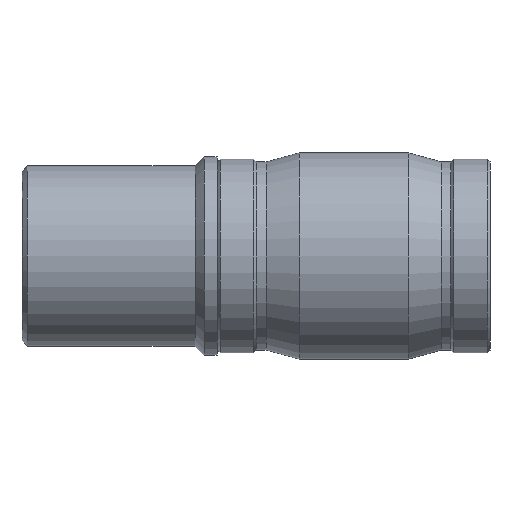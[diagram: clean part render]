
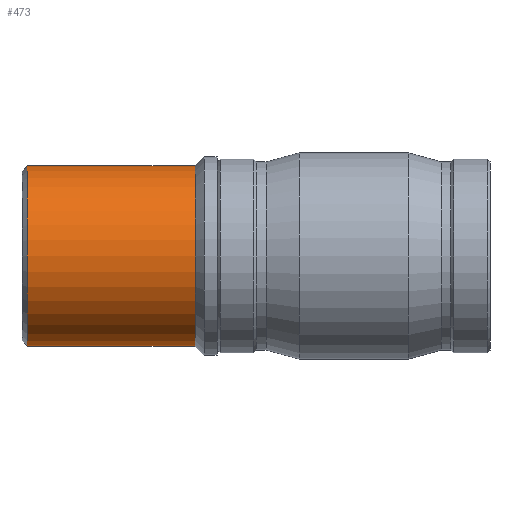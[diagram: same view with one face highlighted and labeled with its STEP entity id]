
A CAD part, front view. The second image highlights one B-rep face of the part: STEP entity #473.
In plain terms, the highlighted cylindrical face has radius 49 mm (diameter 98 mm), a full revolution.
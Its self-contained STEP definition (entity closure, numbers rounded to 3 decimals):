
#35=CYLINDRICAL_SURFACE('',#528,49.);
#55=FACE_BOUND('',#148,.T.);
#98=FACE_OUTER_BOUND('',#147,.T.);
#147=EDGE_LOOP('',(#368));
#148=EDGE_LOOP('',(#369));
#227=CIRCLE('',#519,49.);
#231=CIRCLE('',#525,49.);
#268=VERTEX_POINT('',#780);
#272=VERTEX_POINT('',#790);
#313=EDGE_CURVE('',#268,#268,#227,.T.);
#317=EDGE_CURVE('',#272,#272,#231,.T.);
#368=ORIENTED_EDGE('',*,*,#313,.F.);
#369=ORIENTED_EDGE('',*,*,#317,.F.);
#473=ADVANCED_FACE('',(#98,#55),#35,.T.);
#519=AXIS2_PLACEMENT_3D('',#781,#608,#609);
#525=AXIS2_PLACEMENT_3D('',#791,#620,#621);
#528=AXIS2_PLACEMENT_3D('',#795,#626,#627);
#608=DIRECTION('center_axis',(1.,0.,0.));
#609=DIRECTION('ref_axis',(0.,0.,-1.));
#620=DIRECTION('center_axis',(-1.,0.,0.));
#621=DIRECTION('ref_axis',(0.,-1.,0.));
#626=DIRECTION('center_axis',(1.,0.,0.));
#627=DIRECTION('ref_axis',(0.,1.,0.));
#780=CARTESIAN_POINT('',(-86.,49.,0.));
#781=CARTESIAN_POINT('Origin',(-86.,0.,0.));
#790=CARTESIAN_POINT('',(-177.06,49.,0.));
#791=CARTESIAN_POINT('Origin',(-177.06,0.,0.));
#795=CARTESIAN_POINT('Origin',(-133.,0.,0.));
